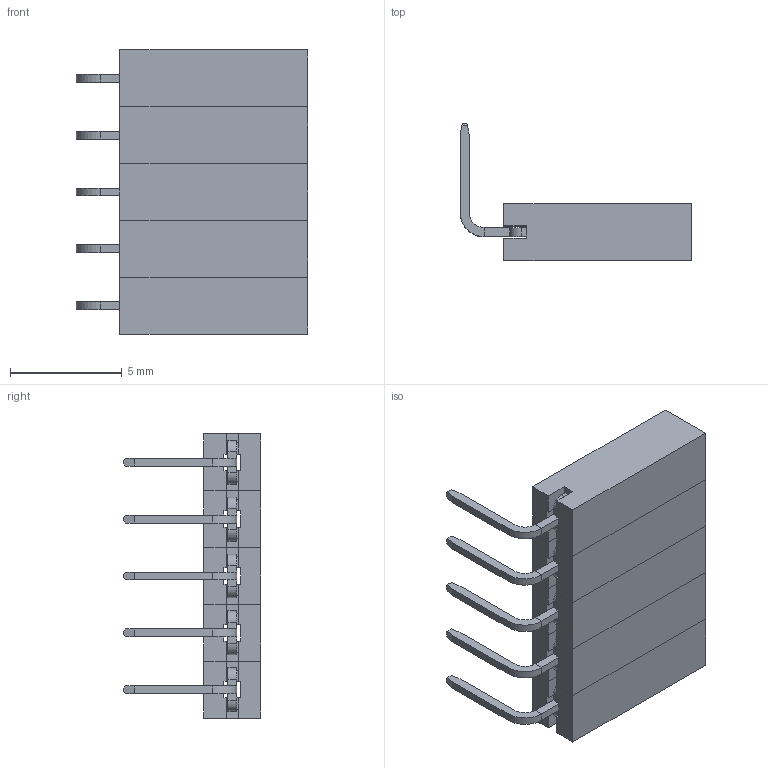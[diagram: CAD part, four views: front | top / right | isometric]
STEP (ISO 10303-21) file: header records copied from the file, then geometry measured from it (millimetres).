
FILE_DESCRIPTION (( 'STEP AP214' ), '1' );
FILE_NAME ('H254_90deg_5pin.STEP', '2021-08-17T14:20:57', ( '' ), ( '' ), 'SwSTEP 2.0', 'SolidWorks 2021', '' );
FILE_SCHEMA (( 'AUTOMOTIVE_DESIGN' ));
Length unit declared in the file: millimetre
Products named in the file (4): FrameAndPin_H254_90deg; pin-90deg; frame_H254; H254_90deg_5pin
Assembly tree (7 placements, depth 3):
  H254_90deg_5pin
    FrameAndPin_H254_90deg  x5
      frame_H254
      pin-90deg
Bounding box: 10.35 x 6.14 x 12.7 mm (x, y, z)
Volume: 229.8 mm3; surface area: 831.7 mm2
Topology: 10 solids, 10 shells, 290 faces, 765 edges, 490 vertices
Faces by surface type: plane 245, cylinder 45
Entity records: 1978 total; most frequent: CARTESIAN_POINT 461, ORIENTED_EDGE 306, DIRECTION 262, EDGE_CURVE 153, VERTEX_POINT 98, VECTOR 88, LINE 88, AXIS2_PLACEMENT_3D 87
